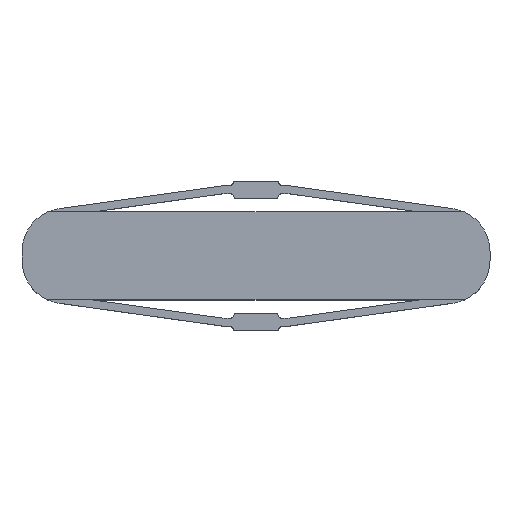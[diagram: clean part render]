
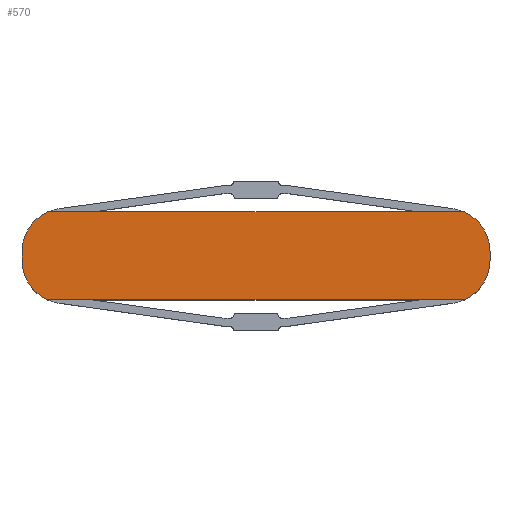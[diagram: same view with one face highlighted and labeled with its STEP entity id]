
A CAD part, top view. The second image highlights one B-rep face of the part: STEP entity #570.
In plain terms, the highlighted planar face has unit normal (0, 0, 1).
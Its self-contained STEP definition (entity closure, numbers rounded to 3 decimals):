
#189 = EDGE_CURVE ( 'NONE', #239, #344, #943, .T. ) ;
#201 = EDGE_CURVE ( 'NONE', #344, #285, #892, .T. ) ;
#239 = VERTEX_POINT ( 'NONE', #1015 ) ;
#249 = EDGE_CURVE ( 'NONE', #336, #239, #926, .T. ) ;
#285 = VERTEX_POINT ( 'NONE', #916 ) ;
#336 = VERTEX_POINT ( 'NONE', #1182 ) ;
#344 = VERTEX_POINT ( 'NONE', #1155 ) ;
#352 = VERTEX_POINT ( 'NONE', #1136 ) ;
#370 = VERTEX_POINT ( 'NONE', #1265 ) ;
#373 = EDGE_CURVE ( 'NONE', #352, #379, #1269, .T. ) ;
#379 = VERTEX_POINT ( 'NONE', #1186 ) ;
#424 = EDGE_CURVE ( 'NONE', #379, #370, #1263, .T. ) ;
#447 = VERTEX_POINT ( 'NONE', #1216 ) ;
#448 = EDGE_CURVE ( 'NONE', #370, #447, #1213, .T. ) ;
#518 = EDGE_CURVE ( 'NONE', #447, #336, #1436, .T. ) ;
#563 = EDGE_CURVE ( 'NONE', #285, #352, #1390, .T. ) ;
#566 = ORIENTED_EDGE ( 'NONE', *, *, #448, .T. ) ;
#568 = ORIENTED_EDGE ( 'NONE', *, *, #189, .T. ) ;
#569 = ORIENTED_EDGE ( 'NONE', *, *, #201, .T. ) ;
#570 = ADVANCED_FACE ( 'NONE', ( #1475 ), #1391, .T. ) ;
#632 = ORIENTED_EDGE ( 'NONE', *, *, #373, .T. ) ;
#633 = ORIENTED_EDGE ( 'NONE', *, *, #518, .T. ) ;
#634 = EDGE_LOOP ( 'NONE', ( #632, #726, #566, #633, #725, #568, #569, #645 ) ) ;
#645 = ORIENTED_EDGE ( 'NONE', *, *, #563, .T. ) ;
#725 = ORIENTED_EDGE ( 'NONE', *, *, #249, .T. ) ;
#726 = ORIENTED_EDGE ( 'NONE', *, *, #424, .T. ) ;
#892 = CIRCLE ( 'NONE', #972, 4.929 ) ;
#916 = CARTESIAN_POINT ( 'NONE',  ( 23.703, 5., 4.5 ) ) ;
#921 = AXIS2_PLACEMENT_3D ( 'NONE', #1007, #1004, #1003 ) ;
#926 = CIRCLE ( 'NONE', #921, 4.929 ) ;
#939 = DIRECTION ( 'NONE',  ( 0., 1., 0. ) ) ;
#940 = VECTOR ( 'NONE', #939, 1000. ) ;
#942 = CARTESIAN_POINT ( 'NONE',  ( 26.621, -0.5, 4.5 ) ) ;
#943 = LINE ( 'NONE', #942, #940 ) ;
#960 = DIRECTION ( 'NONE',  ( 1., 0., 0. ) ) ;
#961 = DIRECTION ( 'NONE',  ( 0., 0., 1. ) ) ;
#968 = CARTESIAN_POINT ( 'NONE',  ( 21.691, 0.5, 4.5 ) ) ;
#972 = AXIS2_PLACEMENT_3D ( 'NONE', #968, #961, #960 ) ;
#1003 = DIRECTION ( 'NONE',  ( 1., 0., 0. ) ) ;
#1004 = DIRECTION ( 'NONE',  ( 0., 0., 1. ) ) ;
#1007 = CARTESIAN_POINT ( 'NONE',  ( 21.691, -0.5, 4.5 ) ) ;
#1015 = CARTESIAN_POINT ( 'NONE',  ( 26.621, -0.5, 4.5 ) ) ;
#1136 = CARTESIAN_POINT ( 'NONE',  ( -23.703, 5., 4.5 ) ) ;
#1155 = CARTESIAN_POINT ( 'NONE',  ( 26.621, 0.5, 4.5 ) ) ;
#1182 = CARTESIAN_POINT ( 'NONE',  ( 23.703, -5., 4.5 ) ) ;
#1185 = DIRECTION ( 'NONE',  ( 0., 0., 1. ) ) ;
#1186 = CARTESIAN_POINT ( 'NONE',  ( -26.621, 0.5, 4.5 ) ) ;
#1203 = DIRECTION ( 'NONE',  ( 1., 0., 0. ) ) ;
#1204 = DIRECTION ( 'NONE',  ( 0., 0., 1. ) ) ;
#1213 = CIRCLE ( 'NONE', #1247, 4.929 ) ;
#1216 = CARTESIAN_POINT ( 'NONE',  ( -23.703, -5., 4.5 ) ) ;
#1243 = CARTESIAN_POINT ( 'NONE',  ( -21.691, 0.5, 4.5 ) ) ;
#1245 = CARTESIAN_POINT ( 'NONE',  ( -21.691, -0.5, 4.5 ) ) ;
#1247 = AXIS2_PLACEMENT_3D ( 'NONE', #1245, #1204, #1203 ) ;
#1253 = DIRECTION ( 'NONE',  ( 1., 0., 0. ) ) ;
#1254 = AXIS2_PLACEMENT_3D ( 'NONE', #1243, #1185, #1253 ) ;
#1263 = LINE ( 'NONE', #1289, #1288 ) ;
#1265 = CARTESIAN_POINT ( 'NONE',  ( -26.621, -0.5, 4.5 ) ) ;
#1269 = CIRCLE ( 'NONE', #1254, 4.929 ) ;
#1287 = DIRECTION ( 'NONE',  ( 0., -1., 0. ) ) ;
#1288 = VECTOR ( 'NONE', #1287, 1000. ) ;
#1289 = CARTESIAN_POINT ( 'NONE',  ( -26.621, -0.5, 4.5 ) ) ;
#1390 = LINE ( 'NONE', #1450, #1449 ) ;
#1391 = PLANE ( 'NONE',  #1488 ) ;
#1421 = DIRECTION ( 'NONE',  ( 1., 0., 0. ) ) ;
#1422 = DIRECTION ( 'NONE',  ( 0., 0., 1. ) ) ;
#1423 = CARTESIAN_POINT ( 'NONE',  ( -21.691, 0.5, 4.5 ) ) ;
#1436 = LINE ( 'NONE', #1493, #1492 ) ;
#1448 = DIRECTION ( 'NONE',  ( -1., 0., 0. ) ) ;
#1449 = VECTOR ( 'NONE', #1448, 1000. ) ;
#1450 = CARTESIAN_POINT ( 'NONE',  ( -23.703, 5., 4.5 ) ) ;
#1475 = FACE_OUTER_BOUND ( 'NONE', #634, .T. ) ;
#1480 = DIRECTION ( 'NONE',  ( 1., 0., 0. ) ) ;
#1488 = AXIS2_PLACEMENT_3D ( 'NONE', #1423, #1422, #1421 ) ;
#1492 = VECTOR ( 'NONE', #1480, 1000. ) ;
#1493 = CARTESIAN_POINT ( 'NONE',  ( -23.703, -5., 4.5 ) ) ;
